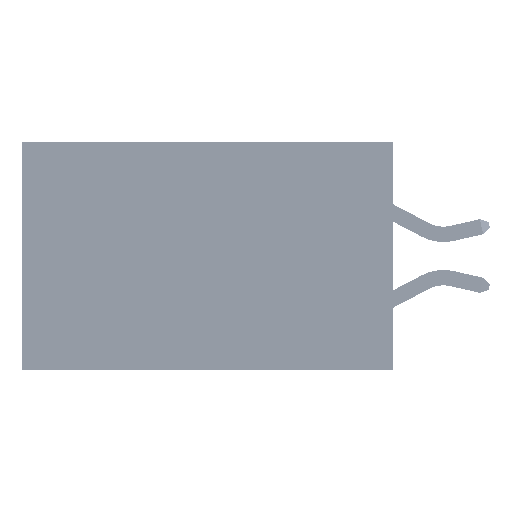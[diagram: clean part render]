
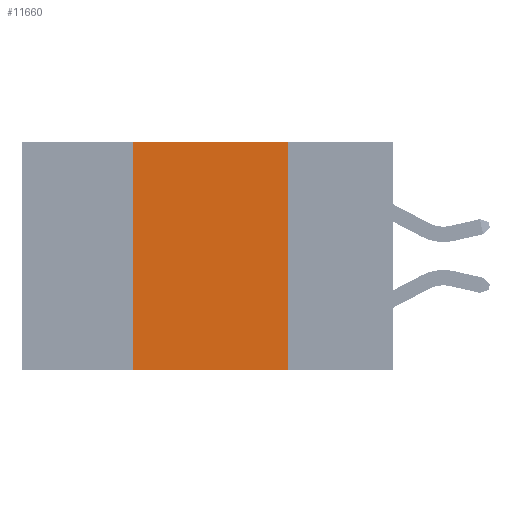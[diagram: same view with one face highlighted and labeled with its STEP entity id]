
A CAD part, left-side view. The second image highlights one B-rep face of the part: STEP entity #11660.
In plain terms, the highlighted planar face has unit normal (-1, 0, 0).
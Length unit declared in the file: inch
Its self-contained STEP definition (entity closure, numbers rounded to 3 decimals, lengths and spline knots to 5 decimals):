
#192 = DIRECTION ( 'NONE',  ( 0., 0., 1. ) ) ;
#970 = LINE ( 'NONE', #24612, #42902 ) ;
#3149 = DIRECTION ( 'NONE',  ( 1., 0., 0. ) ) ;
#3770 = CARTESIAN_POINT ( 'NONE',  ( 0., 0.6, 0. ) ) ;
#6355 = ORIENTED_EDGE ( 'NONE', *, *, #24990, .F. ) ;
#7382 = DIRECTION ( 'NONE',  ( 0., 0., -1. ) ) ;
#7901 = DIRECTION ( 'NONE',  ( 0., -1., 0. ) ) ;
#8029 = DIRECTION ( 'NONE',  ( 0., -1., 0. ) ) ;
#11511 = CARTESIAN_POINT ( 'NONE',  ( 0., 0.6, 0. ) ) ;
#11646 = CARTESIAN_POINT ( 'NONE',  ( 0., 0.17, 0. ) ) ;
#11660 = ADVANCED_FACE ( 'NONE', ( #39828 ), #44632, .F. ) ;
#11699 = ORIENTED_EDGE ( 'NONE', *, *, #20948, .F. ) ;
#11872 = VERTEX_POINT ( 'NONE', #38000 ) ;
#12950 = CARTESIAN_POINT ( 'NONE',  ( 0., 0.17, 0. ) ) ;
#14352 = ORIENTED_EDGE ( 'NONE', *, *, #50926, .T. ) ;
#17861 = VECTOR ( 'NONE', #8029, 39.37008 ) ;
#20419 = VECTOR ( 'NONE', #7382, 39.37008 ) ;
#20948 = EDGE_CURVE ( 'NONE', #11872, #42556, #44240, .T. ) ;
#21530 = ORIENTED_EDGE ( 'NONE', *, *, #31560, .F. ) ;
#24464 = CARTESIAN_POINT ( 'NONE',  ( 0., 0.17, -0.37 ) ) ;
#24612 = CARTESIAN_POINT ( 'NONE',  ( 0., 0.6, -0.37 ) ) ;
#24990 = EDGE_CURVE ( 'NONE', #41778, #36198, #53425, .T. ) ;
#27714 = EDGE_LOOP ( 'NONE', ( #6355, #21530, #11699, #14352 ) ) ;
#28831 = CARTESIAN_POINT ( 'NONE',  ( 0., 0.42, 0. ) ) ;
#31560 = EDGE_CURVE ( 'NONE', #42556, #41778, #50890, .T. ) ;
#32558 = DIRECTION ( 'NONE',  ( 0., 0., -1. ) ) ;
#36198 = VERTEX_POINT ( 'NONE', #24464 ) ;
#38000 = CARTESIAN_POINT ( 'NONE',  ( 0., 0.42, -0.37 ) ) ;
#39828 = FACE_OUTER_BOUND ( 'NONE', #27714, .T. ) ;
#41674 = VECTOR ( 'NONE', #192, 39.37008 ) ;
#41778 = VERTEX_POINT ( 'NONE', #12950 ) ;
#42556 = VERTEX_POINT ( 'NONE', #28831 ) ;
#42902 = VECTOR ( 'NONE', #7901, 39.37008 ) ;
#43824 = AXIS2_PLACEMENT_3D ( 'NONE', #11511, #3149, #32558 ) ;
#44240 = LINE ( 'NONE', #50237, #41674 ) ;
#44632 = PLANE ( 'NONE',  #43824 ) ;
#50237 = CARTESIAN_POINT ( 'NONE',  ( 0., 0.42, 0. ) ) ;
#50890 = LINE ( 'NONE', #3770, #17861 ) ;
#50926 = EDGE_CURVE ( 'NONE', #11872, #36198, #970, .T. ) ;
#53425 = LINE ( 'NONE', #11646, #20419 ) ;
